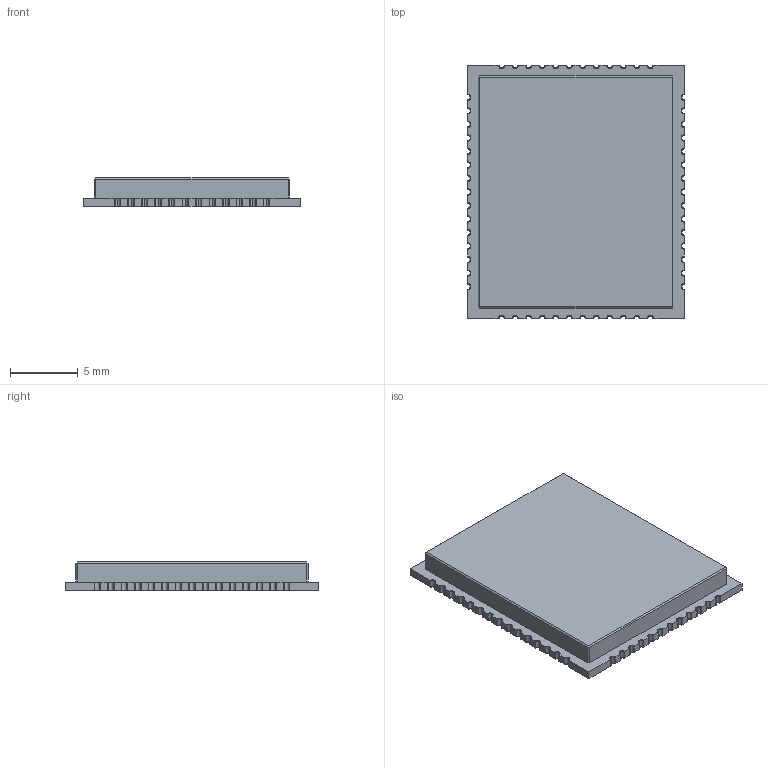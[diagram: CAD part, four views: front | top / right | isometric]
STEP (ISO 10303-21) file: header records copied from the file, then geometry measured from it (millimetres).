
FILE_DESCRIPTION(('FreeCAD Model'),'2;1');
FILE_NAME('User_Library_Quectel_MC60_cp.step','2018-05-02T23:15:54',('kicad StepUp'),('ksu MCAD'), 'Open CASCADE STEP processor 7.2','FreeCAD','Unknown');
FILE_SCHEMA(('AUTOMOTIVE_DESIGN { 1 0 10303 214 1 1 1 1 }'));
Length unit declared in the file: millimetre
Products named in the file (1): User_Library_Quectel_MC60_cp
Bounding box: 16 x 18.7 x 2.1 mm (x, y, z)
Volume: 550.3 mm3; surface area: 782.1 mm2
Topology: 55 solids, 55 shells, 1203 faces, 3105 edges, 2030 vertices
Faces by surface type: plane 755, cylinder 448
Entity records: 44903 total; most frequent: DIRECTION 6409, CARTESIAN_POINT 6339, ORIENTED_EDGE 6210, EDGE_CURVE 3105, LINE 2209, VECTOR 2209, AXIS2_PLACEMENT_3D 2100, VERTEX_POINT 2030
